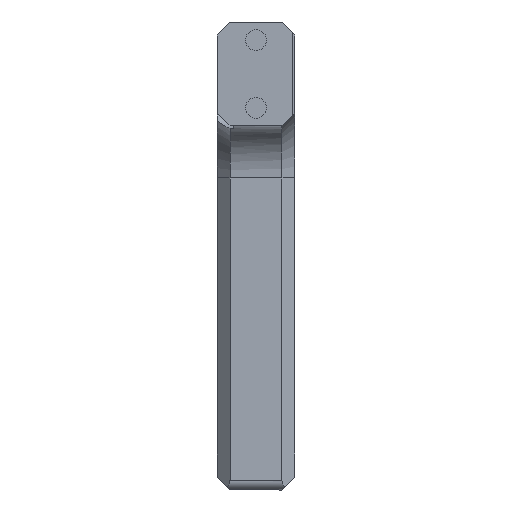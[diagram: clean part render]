
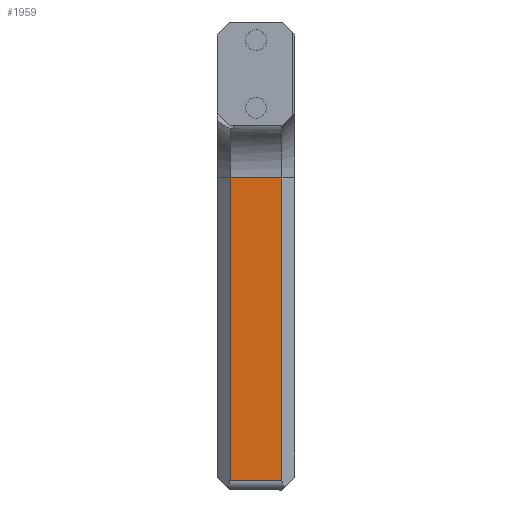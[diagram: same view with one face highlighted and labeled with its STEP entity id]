
A CAD part, front view. The second image highlights one B-rep face of the part: STEP entity #1959.
In plain terms, the highlighted planar face has unit normal (0, -1, 0).
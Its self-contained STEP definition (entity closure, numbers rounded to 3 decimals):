
#116=FACE_OUTER_BOUND('',#222,.T.);
#222=EDGE_LOOP('',(#1430,#1431,#1432,#1433));
#404=LINE('',#2966,#624);
#415=LINE('',#3000,#635);
#416=LINE('',#3006,#636);
#417=LINE('',#3007,#637);
#624=VECTOR('',#2378,10.);
#635=VECTOR('',#2415,1.5);
#636=VECTOR('',#2422,10.);
#637=VECTOR('',#2423,10.);
#848=VERTEX_POINT('',#2963);
#849=VERTEX_POINT('',#2965);
#859=VERTEX_POINT('',#2999);
#861=VERTEX_POINT('',#3005);
#1062=EDGE_CURVE('',#848,#849,#404,.T.);
#1079=EDGE_CURVE('',#849,#859,#415,.T.);
#1082=EDGE_CURVE('',#861,#848,#416,.T.);
#1083=EDGE_CURVE('',#859,#861,#417,.T.);
#1430=ORIENTED_EDGE('',*,*,#1062,.F.);
#1431=ORIENTED_EDGE('',*,*,#1082,.F.);
#1432=ORIENTED_EDGE('',*,*,#1083,.F.);
#1433=ORIENTED_EDGE('',*,*,#1079,.F.);
#1872=PLANE('',#2112);
#1959=ADVANCED_FACE('',(#116),#1872,.F.);
#2112=AXIS2_PLACEMENT_3D('',#3004,#2420,#2421);
#2378=DIRECTION('',(0.,0.,-1.));
#2415=DIRECTION('',(-1.,0.,0.));
#2420=DIRECTION('center_axis',(0.,1.,0.));
#2421=DIRECTION('ref_axis',(-1.,0.,0.));
#2422=DIRECTION('',(1.,0.,0.));
#2423=DIRECTION('',(0.,0.,1.));
#2963=CARTESIAN_POINT('',(6.582,348.798,9.661));
#2965=CARTESIAN_POINT('',(6.582,348.798,-36.839));
#2966=CARTESIAN_POINT('',(6.582,348.798,28.811));
#2999=CARTESIAN_POINT('',(-1.418,348.798,-36.839));
#3000=CARTESIAN_POINT('',(3.574,348.798,-36.839));
#3004=CARTESIAN_POINT('Origin',(1.077,348.798,26.161));
#3005=CARTESIAN_POINT('',(-1.418,348.798,9.661));
#3006=CARTESIAN_POINT('',(1.074,348.798,9.661));
#3007=CARTESIAN_POINT('',(-1.418,348.798,25.161));
